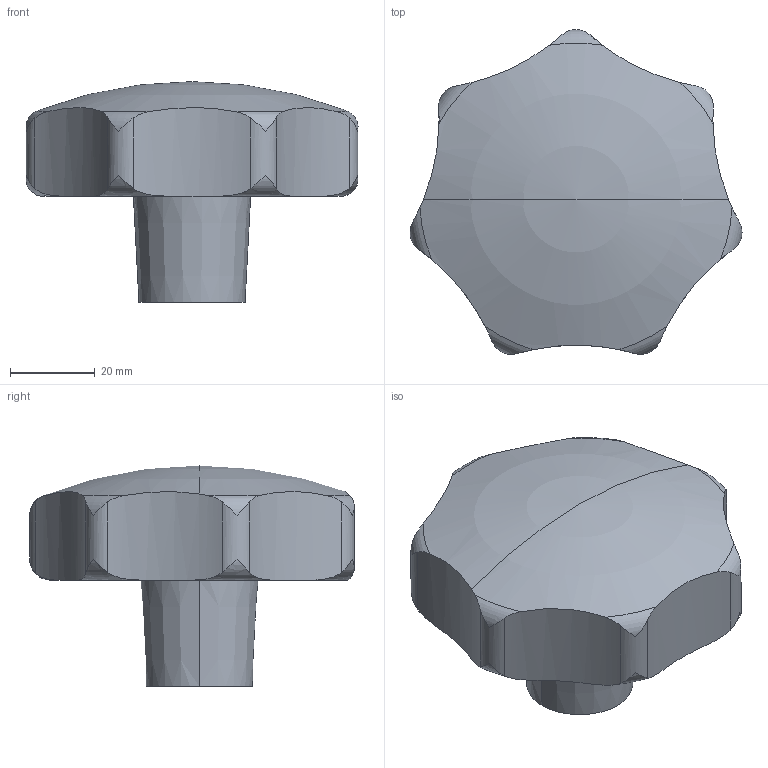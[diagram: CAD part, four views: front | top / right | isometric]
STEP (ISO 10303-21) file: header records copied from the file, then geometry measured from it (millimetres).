
FILE_DESCRIPTION(('STEP AP214'),'1');
FILE_NAME(' ',' ',('TraceParts'),('TraceParts S.A.'),'XStep 1.0',' ',' ');
FILE_SCHEMA(('automotive_design'));
Length unit declared in the file: millimetre
Products named in the file (1): 1
Bounding box: 78.24 x 76.53 x 52 mm (x, y, z)
Volume: 98942.3 mm3; surface area: 17607.7 mm2
Topology: 1 solids, 1 shells, 44 faces, 131 edges, 89 vertices
Faces by surface type: torus 18, cylinder 17, cone 4, plane 3, sphere 2
Entity records: 3329 total; most frequent: CARTESIAN_POINT 774, STYLED_ITEM 263, PRESENTATION_STYLE_ASSIGNMENT 263, COLOUR_RGB 263, ORIENTED_EDGE 258, DIRECTION 193, EDGE_CURVE 129, CURVE_STYLE 129
